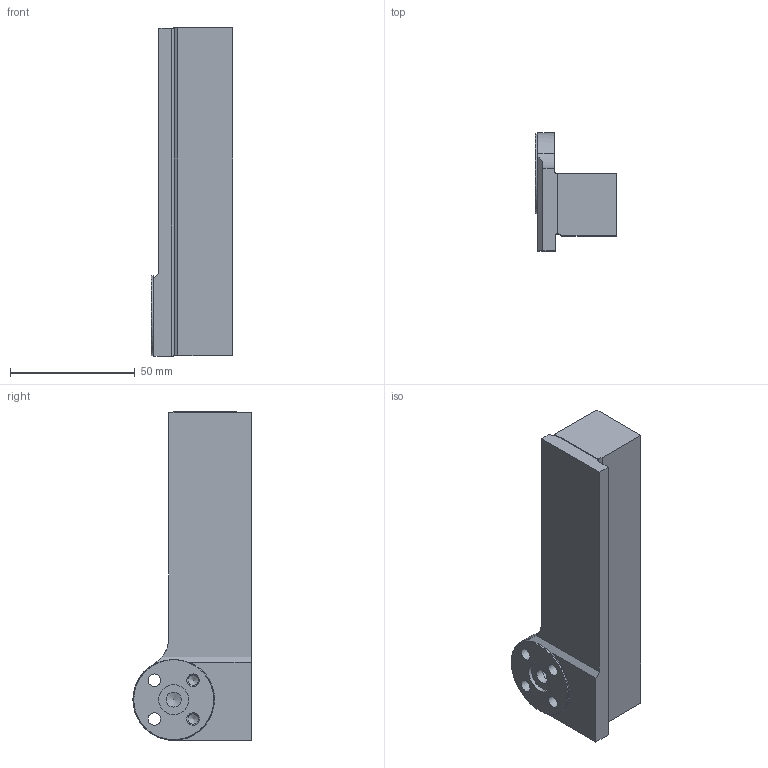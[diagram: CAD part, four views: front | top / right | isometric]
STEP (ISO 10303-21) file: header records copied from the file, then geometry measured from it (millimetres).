
FILE_DESCRIPTION(/* description */ (''),/* implementation_level */ '2;1');
FILE_NAME(/* name */ '1535447815213.stp',/* time_stamp */ '2018-08-28T14:47:08+05:00',/* author */ (''),/* organization */ ('SMS'),/* preprocessor_version */ 'ST-DEVELOPER v15',/* originating_system */ 'SIEMENS PLM Software NX 8.5',/* authorisation */ '');
FILE_SCHEMA (('AUTOMOTIVE_DESIGN { 1 0 10303 214 3 1 1 1 }'));
Length unit declared in the file: millimetre
Products named in the file (1): 201781143mod000_00
Bounding box: 32.5 x 47.32 x 131.65 mm (x, y, z)
Volume: 105553.6 mm3; surface area: 19821 mm2
Topology: 1 solids, 1 shells, 43 faces, 109 edges, 72 vertices
Faces by surface type: plane 22, cylinder 14, cone 7
Full cylindrical faces by diameter (mm): 4.2 x2, 5 x4, 6 x1, 6.009 x1, 12 x1, 32 x1
Entity records: 1237 total; most frequent: CARTESIAN_POINT 214, DIRECTION 212, ORIENTED_EDGE 170, EDGE_CURVE 85, AXIS2_PLACEMENT_3D 83, EDGE_LOOP 64, VERTEX_POINT 64, LINE 46
